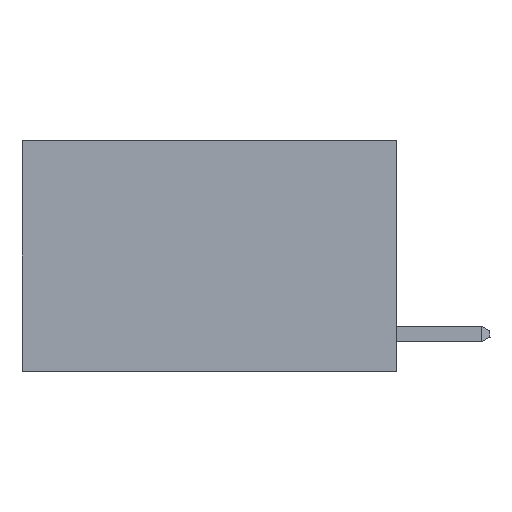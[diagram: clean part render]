
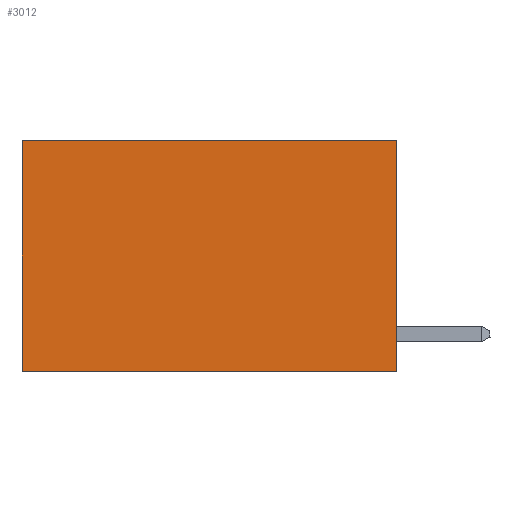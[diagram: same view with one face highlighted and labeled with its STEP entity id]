
A CAD part, left-side view. The second image highlights one B-rep face of the part: STEP entity #3012.
In plain terms, the highlighted planar face has unit normal (-1, 0, 0).
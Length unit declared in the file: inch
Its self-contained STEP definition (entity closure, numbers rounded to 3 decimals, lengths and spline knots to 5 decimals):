
#400 = CARTESIAN_POINT ( 'NONE',  ( 0.2625, 0., 0. ) ) ;
#716 = LINE ( 'NONE', #5015, #4595 ) ;
#755 = DIRECTION ( 'NONE',  ( 0., 1., 0. ) ) ;
#1214 = LINE ( 'NONE', #3564, #5262 ) ;
#1372 = VERTEX_POINT ( 'NONE', #3287 ) ;
#1509 = CARTESIAN_POINT ( 'NONE',  ( 0.2625, 0., 0. ) ) ;
#1754 = PLANE ( 'NONE',  #4870 ) ;
#1894 = EDGE_CURVE ( 'NONE', #4838, #3008, #716, .T. ) ;
#1905 = EDGE_CURVE ( 'NONE', #1372, #3008, #4252, .T. ) ;
#2575 = ORIENTED_EDGE ( 'NONE', *, *, #1894, .T. ) ;
#2921 = DIRECTION ( 'NONE',  ( 0., 0., -1. ) ) ;
#2946 = VECTOR ( 'NONE', #755, 39.37008 ) ;
#2954 = ORIENTED_EDGE ( 'NONE', *, *, #3862, .T. ) ;
#3008 = VERTEX_POINT ( 'NONE', #5881 ) ;
#3012 = ADVANCED_FACE ( 'NONE', ( #5417 ), #1754, .F. ) ;
#3021 = DIRECTION ( 'NONE',  ( 0., 0., -1. ) ) ;
#3256 = EDGE_LOOP ( 'NONE', ( #2575, #7063, #6538, #2954 ) ) ;
#3287 = CARTESIAN_POINT ( 'NONE',  ( 0.2625, 0., -0.37 ) ) ;
#3564 = CARTESIAN_POINT ( 'NONE',  ( 0.2625, 0., 0. ) ) ;
#3862 = EDGE_CURVE ( 'NONE', #5751, #4838, #7558, .T. ) ;
#4252 = LINE ( 'NONE', #4292, #2946 ) ;
#4292 = CARTESIAN_POINT ( 'NONE',  ( 0.2625, 0., -0.37 ) ) ;
#4595 = VECTOR ( 'NONE', #6133, 39.37008 ) ;
#4838 = VERTEX_POINT ( 'NONE', #4839 ) ;
#4839 = CARTESIAN_POINT ( 'NONE',  ( 0.2625, 0.6, 0. ) ) ;
#4870 = AXIS2_PLACEMENT_3D ( 'NONE', #6047, #7061, #3021 ) ;
#5015 = CARTESIAN_POINT ( 'NONE',  ( 0.2625, 0.6, 0. ) ) ;
#5262 = VECTOR ( 'NONE', #2921, 39.37008 ) ;
#5417 = FACE_OUTER_BOUND ( 'NONE', #3256, .T. ) ;
#5751 = VERTEX_POINT ( 'NONE', #400 ) ;
#5881 = CARTESIAN_POINT ( 'NONE',  ( 0.2625, 0.6, -0.37 ) ) ;
#6047 = CARTESIAN_POINT ( 'NONE',  ( 0.2625, 0., 0. ) ) ;
#6133 = DIRECTION ( 'NONE',  ( 0., 0., -1. ) ) ;
#6385 = DIRECTION ( 'NONE',  ( 0., 1., 0. ) ) ;
#6501 = EDGE_CURVE ( 'NONE', #5751, #1372, #1214, .T. ) ;
#6538 = ORIENTED_EDGE ( 'NONE', *, *, #6501, .F. ) ;
#7061 = DIRECTION ( 'NONE',  ( 1., 0., 0. ) ) ;
#7063 = ORIENTED_EDGE ( 'NONE', *, *, #1905, .F. ) ;
#7558 = LINE ( 'NONE', #1509, #7590 ) ;
#7590 = VECTOR ( 'NONE', #6385, 39.37008 ) ;
